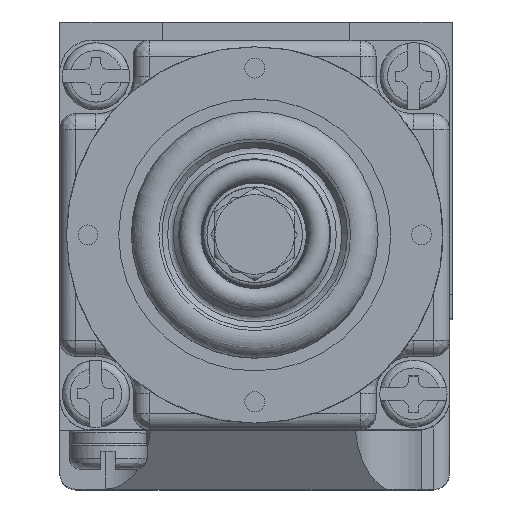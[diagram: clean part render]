
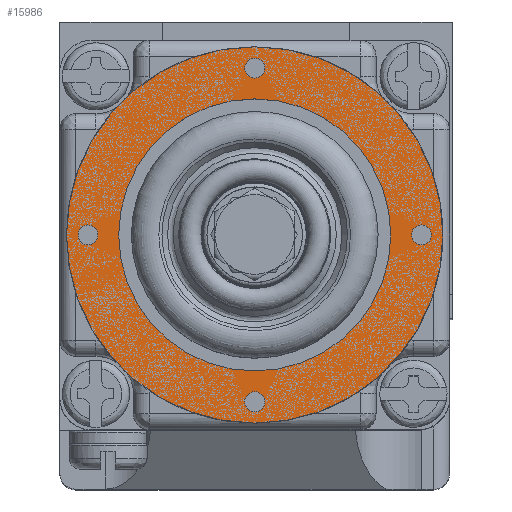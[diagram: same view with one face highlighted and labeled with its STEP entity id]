
A CAD part, top view. The second image highlights one B-rep face of the part: STEP entity #15986.
In plain terms, the highlighted planar face has unit normal (0, 0, 1).
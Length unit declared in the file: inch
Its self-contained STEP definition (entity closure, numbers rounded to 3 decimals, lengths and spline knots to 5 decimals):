
#270 = CARTESIAN_POINT ( 'NONE',  ( -1.36317, 1.2787, 2.01581 ) ) ;
#985 = DIRECTION ( 'NONE',  ( -1., 0., 0. ) ) ;
#1115 = EDGE_LOOP ( 'NONE', ( #25696 ) ) ;
#1347 = VERTEX_POINT ( 'NONE', #22195 ) ;
#1536 = DIRECTION ( 'NONE',  ( 0., 0., -1. ) ) ;
#1776 = CIRCLE ( 'NONE', #9156, 0.729 ) ;
#1950 = FACE_BOUND ( 'NONE', #1115, .T. ) ;
#2648 = AXIS2_PLACEMENT_3D ( 'NONE', #14797, #9876, #985 ) ;
#3250 = DIRECTION ( 'NONE',  ( 0., 0., -1. ) ) ;
#3713 = EDGE_CURVE ( 'NONE', #4634, #4634, #3835, .T. ) ;
#3835 = CIRCLE ( 'NONE', #4321, 0.0385 ) ;
#4100 = VERTEX_POINT ( 'NONE', #24870 ) ;
#4321 = AXIS2_PLACEMENT_3D ( 'NONE', #14909, #3250, #21714 ) ;
#4549 = DIRECTION ( 'NONE',  ( -1., 0., 0. ) ) ;
#4634 = VERTEX_POINT ( 'NONE', #270 ) ;
#5106 = ORIENTED_EDGE ( 'NONE', *, *, #3713, .T. ) ;
#5230 = FACE_OUTER_BOUND ( 'NONE', #18268, .T. ) ;
#5843 = CARTESIAN_POINT ( 'NONE',  ( -2.00917, 1.9247, 2.01581 ) ) ;
#6122 = DIRECTION ( 'NONE',  ( -1., 0., 0. ) ) ;
#7521 = CARTESIAN_POINT ( 'NONE',  ( -1.97067, 1.2787, 2.01581 ) ) ;
#9156 = AXIS2_PLACEMENT_3D ( 'NONE', #29674, #1536, #11028 ) ;
#9275 = EDGE_CURVE ( 'NONE', #1347, #1347, #1776, .T. ) ;
#9876 = DIRECTION ( 'NONE',  ( 0., 0., -1. ) ) ;
#9881 = PLANE ( 'NONE',  #15097 ) ;
#10252 = CIRCLE ( 'NONE', #18536, 0.0385 ) ;
#11028 = DIRECTION ( 'NONE',  ( -1., 0., 0. ) ) ;
#11184 = AXIS2_PLACEMENT_3D ( 'NONE', #18185, #20669, #17991 ) ;
#11462 = FACE_BOUND ( 'NONE', #19435, .T. ) ;
#11606 = DIRECTION ( 'NONE',  ( 0., 0., -1. ) ) ;
#12303 = VERTEX_POINT ( 'NONE', #17639 ) ;
#13668 = FACE_BOUND ( 'NONE', #13733, .T. ) ;
#13733 = EDGE_LOOP ( 'NONE', ( #17819 ) ) ;
#13900 = CARTESIAN_POINT ( 'NONE',  ( -2.00917, 0.6327, 2.01581 ) ) ;
#14797 = CARTESIAN_POINT ( 'NONE',  ( -2.61667, 1.2787, 2.01581 ) ) ;
#14909 = CARTESIAN_POINT ( 'NONE',  ( -1.32467, 1.2787, 2.01581 ) ) ;
#15097 = AXIS2_PLACEMENT_3D ( 'NONE', #7521, #26276, #18930 ) ;
#15986 = ADVANCED_FACE ( 'NONE', ( #5230, #22511, #11462, #1950, #13668, #22888 ), #9881, .T. ) ;
#16017 = EDGE_LOOP ( 'NONE', ( #17792 ) ) ;
#16034 = AXIS2_PLACEMENT_3D ( 'NONE', #26033, #11606, #4549 ) ;
#16881 = ORIENTED_EDGE ( 'NONE', *, *, #19413, .T. ) ;
#17602 = EDGE_CURVE ( 'NONE', #12303, #12303, #18359, .T. ) ;
#17639 = CARTESIAN_POINT ( 'NONE',  ( -2.49767, 1.2787, 2.01581 ) ) ;
#17792 = ORIENTED_EDGE ( 'NONE', *, *, #17602, .T. ) ;
#17819 = ORIENTED_EDGE ( 'NONE', *, *, #29261, .T. ) ;
#17991 = DIRECTION ( 'NONE',  ( -1., 0., 0. ) ) ;
#18185 = CARTESIAN_POINT ( 'NONE',  ( -1.97067, 1.2787, 2.01581 ) ) ;
#18198 = EDGE_LOOP ( 'NONE', ( #5106 ) ) ;
#18237 = CIRCLE ( 'NONE', #2648, 0.0385 ) ;
#18268 = EDGE_LOOP ( 'NONE', ( #27777 ) ) ;
#18359 = CIRCLE ( 'NONE', #11184, 0.527 ) ;
#18494 = VERTEX_POINT ( 'NONE', #5843 ) ;
#18536 = AXIS2_PLACEMENT_3D ( 'NONE', #22486, #20205, #6122 ) ;
#18930 = DIRECTION ( 'NONE',  ( 1., 0., 0. ) ) ;
#19384 = CIRCLE ( 'NONE', #16034, 0.0385 ) ;
#19413 = EDGE_CURVE ( 'NONE', #18494, #18494, #10252, .T. ) ;
#19435 = EDGE_LOOP ( 'NONE', ( #16881 ) ) ;
#20205 = DIRECTION ( 'NONE',  ( 0., 0., -1. ) ) ;
#20669 = DIRECTION ( 'NONE',  ( 0., 0., -1. ) ) ;
#21081 = EDGE_CURVE ( 'NONE', #4100, #4100, #18237, .T. ) ;
#21714 = DIRECTION ( 'NONE',  ( -1., 0., 0. ) ) ;
#22195 = CARTESIAN_POINT ( 'NONE',  ( -2.69967, 1.2787, 2.01581 ) ) ;
#22486 = CARTESIAN_POINT ( 'NONE',  ( -1.97067, 1.9247, 2.01581 ) ) ;
#22511 = FACE_BOUND ( 'NONE', #16017, .T. ) ;
#22888 = FACE_BOUND ( 'NONE', #18198, .T. ) ;
#24154 = VERTEX_POINT ( 'NONE', #13900 ) ;
#24870 = CARTESIAN_POINT ( 'NONE',  ( -2.65517, 1.2787, 2.01581 ) ) ;
#25696 = ORIENTED_EDGE ( 'NONE', *, *, #21081, .T. ) ;
#26033 = CARTESIAN_POINT ( 'NONE',  ( -1.97067, 0.6327, 2.01581 ) ) ;
#26276 = DIRECTION ( 'NONE',  ( 0., 0., 1. ) ) ;
#27777 = ORIENTED_EDGE ( 'NONE', *, *, #9275, .F. ) ;
#29261 = EDGE_CURVE ( 'NONE', #24154, #24154, #19384, .T. ) ;
#29674 = CARTESIAN_POINT ( 'NONE',  ( -1.97067, 1.2787, 2.01581 ) ) ;
